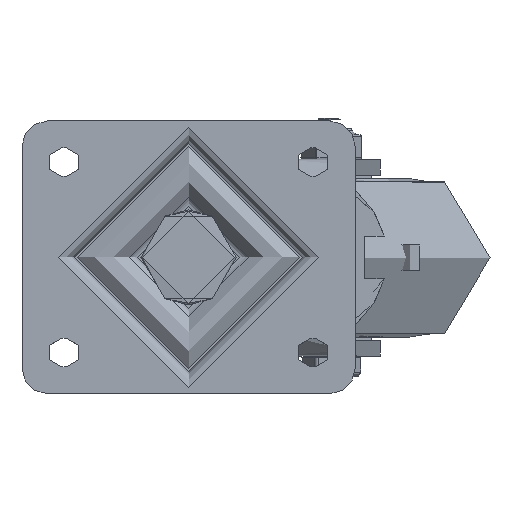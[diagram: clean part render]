
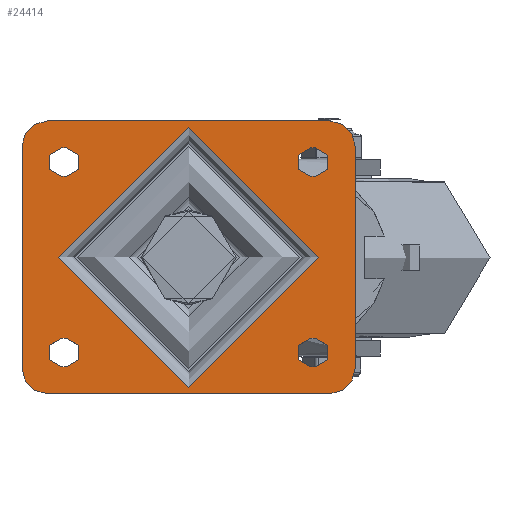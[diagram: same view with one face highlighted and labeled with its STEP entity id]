
A CAD part, top view. The second image highlights one B-rep face of the part: STEP entity #24414.
In plain terms, the highlighted planar face has unit normal (0, 0, 1).
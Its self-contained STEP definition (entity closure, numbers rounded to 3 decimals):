
#2553=FACE_BOUND('',#9135,.T.);
#2554=FACE_BOUND('',#9136,.T.);
#2555=FACE_BOUND('',#9137,.T.);
#2556=FACE_BOUND('',#9138,.T.);
#2557=FACE_BOUND('',#9139,.T.);
#2939=PLANE('',#26320);
#4361=LINE('',#45173,#6047);
#4362=LINE('',#45177,#6048);
#4363=LINE('',#45181,#6049);
#4364=LINE('',#45184,#6050);
#4365=LINE('',#45185,#6051);
#4366=LINE('',#45186,#6052);
#4367=LINE('',#45187,#6053);
#4368=LINE('',#45188,#6054);
#4369=LINE('',#45189,#6055);
#4370=LINE('',#45190,#6056);
#4371=LINE('',#45191,#6057);
#4372=LINE('',#45192,#6058);
#6047=VECTOR('',#30521,1000.);
#6048=VECTOR('',#30524,1000.);
#6049=VECTOR('',#30527,1000.);
#6050=VECTOR('',#30530,1000.);
#6051=VECTOR('',#30531,1000.);
#6052=VECTOR('',#30532,1000.);
#6053=VECTOR('',#30533,1000.);
#6054=VECTOR('',#30534,1000.);
#6055=VECTOR('',#30535,1000.);
#6056=VECTOR('',#30536,1000.);
#6057=VECTOR('',#30537,1000.);
#6058=VECTOR('',#30538,1000.);
#7522=FACE_OUTER_BOUND('',#9134,.T.);
#9134=EDGE_LOOP('',(#21221,#21222,#21223,#21224,#21225,#21226,#21227,#21228));
#9135=EDGE_LOOP('',(#21229,#21230,#21231,#21232));
#9136=EDGE_LOOP('',(#21233,#21234,#21235,#21236));
#9137=EDGE_LOOP('',(#21237,#21238,#21239,#21240));
#9138=EDGE_LOOP('',(#21241,#21242,#21243,#21244));
#9139=EDGE_LOOP('',(#21245));
#10112=CIRCLE('',#26181,4.5);
#10113=CIRCLE('',#26183,4.5);
#10116=CIRCLE('',#26187,4.5);
#10117=CIRCLE('',#26189,4.5);
#10120=CIRCLE('',#26193,4.5);
#10121=CIRCLE('',#26195,4.5);
#10124=CIRCLE('',#26199,4.5);
#10125=CIRCLE('',#26201,4.5);
#10137=CIRCLE('',#26217,40.975);
#10209=CIRCLE('',#26321,8.);
#10210=CIRCLE('',#26322,8.);
#10211=CIRCLE('',#26323,8.);
#10212=CIRCLE('',#26324,8.);
#12114=VERTEX_POINT('',#44852);
#12115=VERTEX_POINT('',#44854);
#12116=VERTEX_POINT('',#44858);
#12117=VERTEX_POINT('',#44859);
#12122=VERTEX_POINT('',#44870);
#12123=VERTEX_POINT('',#44872);
#12124=VERTEX_POINT('',#44876);
#12125=VERTEX_POINT('',#44877);
#12130=VERTEX_POINT('',#44888);
#12131=VERTEX_POINT('',#44890);
#12132=VERTEX_POINT('',#44894);
#12133=VERTEX_POINT('',#44895);
#12138=VERTEX_POINT('',#44906);
#12139=VERTEX_POINT('',#44908);
#12140=VERTEX_POINT('',#44912);
#12141=VERTEX_POINT('',#44913);
#12151=VERTEX_POINT('',#44941);
#12234=VERTEX_POINT('',#45169);
#12235=VERTEX_POINT('',#45170);
#12236=VERTEX_POINT('',#45172);
#12237=VERTEX_POINT('',#45174);
#12238=VERTEX_POINT('',#45176);
#12239=VERTEX_POINT('',#45178);
#12240=VERTEX_POINT('',#45180);
#12241=VERTEX_POINT('',#45182);
#15197=EDGE_CURVE('',#12115,#12114,#10112,.T.);
#15199=EDGE_CURVE('',#12116,#12117,#10113,.T.);
#15205=EDGE_CURVE('',#12123,#12122,#10116,.T.);
#15207=EDGE_CURVE('',#12124,#12125,#10117,.T.);
#15213=EDGE_CURVE('',#12131,#12130,#10120,.T.);
#15215=EDGE_CURVE('',#12132,#12133,#10121,.T.);
#15221=EDGE_CURVE('',#12139,#12138,#10124,.T.);
#15223=EDGE_CURVE('',#12140,#12141,#10125,.T.);
#15238=EDGE_CURVE('',#12151,#12151,#10137,.T.);
#15350=EDGE_CURVE('',#12234,#12235,#10209,.T.);
#15351=EDGE_CURVE('',#12236,#12234,#4361,.T.);
#15352=EDGE_CURVE('',#12237,#12236,#10210,.T.);
#15353=EDGE_CURVE('',#12238,#12237,#4362,.T.);
#15354=EDGE_CURVE('',#12239,#12238,#10211,.T.);
#15355=EDGE_CURVE('',#12240,#12239,#4363,.T.);
#15356=EDGE_CURVE('',#12240,#12241,#10212,.T.);
#15357=EDGE_CURVE('',#12235,#12241,#4364,.T.);
#15358=EDGE_CURVE('',#12138,#12140,#4365,.T.);
#15359=EDGE_CURVE('',#12141,#12139,#4366,.T.);
#15360=EDGE_CURVE('',#12130,#12132,#4367,.T.);
#15361=EDGE_CURVE('',#12133,#12131,#4368,.T.);
#15362=EDGE_CURVE('',#12122,#12124,#4369,.T.);
#15363=EDGE_CURVE('',#12125,#12123,#4370,.T.);
#15364=EDGE_CURVE('',#12114,#12116,#4371,.T.);
#15365=EDGE_CURVE('',#12117,#12115,#4372,.T.);
#21221=ORIENTED_EDGE('',*,*,#15350,.F.);
#21222=ORIENTED_EDGE('',*,*,#15351,.F.);
#21223=ORIENTED_EDGE('',*,*,#15352,.F.);
#21224=ORIENTED_EDGE('',*,*,#15353,.F.);
#21225=ORIENTED_EDGE('',*,*,#15354,.F.);
#21226=ORIENTED_EDGE('',*,*,#15355,.F.);
#21227=ORIENTED_EDGE('',*,*,#15356,.T.);
#21228=ORIENTED_EDGE('',*,*,#15357,.F.);
#21229=ORIENTED_EDGE('',*,*,#15358,.T.);
#21230=ORIENTED_EDGE('',*,*,#15223,.T.);
#21231=ORIENTED_EDGE('',*,*,#15359,.T.);
#21232=ORIENTED_EDGE('',*,*,#15221,.T.);
#21233=ORIENTED_EDGE('',*,*,#15360,.T.);
#21234=ORIENTED_EDGE('',*,*,#15215,.T.);
#21235=ORIENTED_EDGE('',*,*,#15361,.T.);
#21236=ORIENTED_EDGE('',*,*,#15213,.T.);
#21237=ORIENTED_EDGE('',*,*,#15362,.T.);
#21238=ORIENTED_EDGE('',*,*,#15207,.T.);
#21239=ORIENTED_EDGE('',*,*,#15363,.T.);
#21240=ORIENTED_EDGE('',*,*,#15205,.T.);
#21241=ORIENTED_EDGE('',*,*,#15364,.T.);
#21242=ORIENTED_EDGE('',*,*,#15199,.T.);
#21243=ORIENTED_EDGE('',*,*,#15365,.T.);
#21244=ORIENTED_EDGE('',*,*,#15197,.T.);
#21245=ORIENTED_EDGE('',*,*,#15238,.F.);
#24414=ADVANCED_FACE('',(#7522,#2553,#2554,#2555,#2556,#2557),#2939,.T.);
#26181=AXIS2_PLACEMENT_3D('',#44855,#30183,#30184);
#26183=AXIS2_PLACEMENT_3D('',#44860,#30188,#30189);
#26187=AXIS2_PLACEMENT_3D('',#44873,#30199,#30200);
#26189=AXIS2_PLACEMENT_3D('',#44878,#30204,#30205);
#26193=AXIS2_PLACEMENT_3D('',#44891,#30215,#30216);
#26195=AXIS2_PLACEMENT_3D('',#44896,#30220,#30221);
#26199=AXIS2_PLACEMENT_3D('',#44909,#30231,#30232);
#26201=AXIS2_PLACEMENT_3D('',#44914,#30236,#30237);
#26217=AXIS2_PLACEMENT_3D('',#44943,#30271,#30272);
#26320=AXIS2_PLACEMENT_3D('',#45168,#30517,#30518);
#26321=AXIS2_PLACEMENT_3D('',#45171,#30519,#30520);
#26322=AXIS2_PLACEMENT_3D('',#45175,#30522,#30523);
#26323=AXIS2_PLACEMENT_3D('',#45179,#30525,#30526);
#26324=AXIS2_PLACEMENT_3D('',#45183,#30528,#30529);
#30183=DIRECTION('center_axis',(0.,0.,-1.));
#30184=DIRECTION('ref_axis',(-1.,0.,0.));
#30188=DIRECTION('center_axis',(0.,0.,-1.));
#30189=DIRECTION('ref_axis',(-1.,0.,0.));
#30199=DIRECTION('center_axis',(0.,0.,-1.));
#30200=DIRECTION('ref_axis',(-1.,0.,0.));
#30204=DIRECTION('center_axis',(0.,0.,-1.));
#30205=DIRECTION('ref_axis',(-1.,0.,0.));
#30215=DIRECTION('center_axis',(0.,0.,-1.));
#30216=DIRECTION('ref_axis',(1.,0.,0.));
#30220=DIRECTION('center_axis',(0.,0.,-1.));
#30221=DIRECTION('ref_axis',(1.,0.,0.));
#30231=DIRECTION('center_axis',(0.,0.,-1.));
#30232=DIRECTION('ref_axis',(1.,0.,0.));
#30236=DIRECTION('center_axis',(0.,0.,-1.));
#30237=DIRECTION('ref_axis',(1.,0.,0.));
#30271=DIRECTION('center_axis',(0.,0.,1.));
#30272=DIRECTION('ref_axis',(1.,0.,0.));
#30517=DIRECTION('center_axis',(0.,0.,1.));
#30518=DIRECTION('ref_axis',(1.,0.,0.));
#30519=DIRECTION('center_axis',(0.,0.,-1.));
#30520=DIRECTION('ref_axis',(0.,-1.,0.));
#30521=DIRECTION('',(-1.,0.,0.));
#30522=DIRECTION('center_axis',(0.,0.,-1.));
#30523=DIRECTION('ref_axis',(1.,0.,0.));
#30524=DIRECTION('',(0.,-1.,0.));
#30525=DIRECTION('center_axis',(0.,0.,-1.));
#30526=DIRECTION('ref_axis',(0.,1.,0.));
#30527=DIRECTION('',(1.,0.,0.));
#30528=DIRECTION('center_axis',(0.,0.,1.));
#30529=DIRECTION('ref_axis',(0.,1.,0.));
#30530=DIRECTION('',(0.,1.,0.));
#30531=DIRECTION('',(1.,0.,0.));
#30532=DIRECTION('',(-1.,0.,0.));
#30533=DIRECTION('',(1.,0.,0.));
#30534=DIRECTION('',(-1.,0.,0.));
#30535=DIRECTION('',(-1.,0.,0.));
#30536=DIRECTION('',(1.,0.,0.));
#30537=DIRECTION('',(-1.,0.,0.));
#30538=DIRECTION('',(1.,0.,0.));
#44852=CARTESIAN_POINT('',(40.,25.5,0.));
#44854=CARTESIAN_POINT('',(40.,34.5,0.));
#44855=CARTESIAN_POINT('Origin',(40.,30.,0.));
#44858=CARTESIAN_POINT('',(38.5,25.5,0.));
#44859=CARTESIAN_POINT('',(38.5,34.5,0.));
#44860=CARTESIAN_POINT('Origin',(38.5,30.,0.));
#44870=CARTESIAN_POINT('',(40.,-34.5,0.));
#44872=CARTESIAN_POINT('',(40.,-25.5,0.));
#44873=CARTESIAN_POINT('Origin',(40.,-30.,0.));
#44876=CARTESIAN_POINT('',(38.5,-34.5,0.));
#44877=CARTESIAN_POINT('',(38.5,-25.5,0.));
#44878=CARTESIAN_POINT('Origin',(38.5,-30.,0.));
#44888=CARTESIAN_POINT('',(-40.,34.5,0.));
#44890=CARTESIAN_POINT('',(-40.,25.5,0.));
#44891=CARTESIAN_POINT('Origin',(-40.,30.,0.));
#44894=CARTESIAN_POINT('',(-38.5,34.5,0.));
#44895=CARTESIAN_POINT('',(-38.5,25.5,0.));
#44896=CARTESIAN_POINT('Origin',(-38.5,30.,0.));
#44906=CARTESIAN_POINT('',(-40.,-25.5,0.));
#44908=CARTESIAN_POINT('',(-40.,-34.5,0.));
#44909=CARTESIAN_POINT('Origin',(-40.,-30.,0.));
#44912=CARTESIAN_POINT('',(-38.5,-25.5,0.));
#44913=CARTESIAN_POINT('',(-38.5,-34.5,0.));
#44914=CARTESIAN_POINT('Origin',(-38.5,-30.,0.));
#44941=CARTESIAN_POINT('',(-40.975,0.,0.));
#44943=CARTESIAN_POINT('Origin',(0.,0.,0.));
#45168=CARTESIAN_POINT('Origin',(0.,0.,0.));
#45169=CARTESIAN_POINT('',(-44.5,-43.,0.));
#45170=CARTESIAN_POINT('',(-52.5,-35.,0.));
#45171=CARTESIAN_POINT('Origin',(-44.5,-35.,0.));
#45172=CARTESIAN_POINT('',(44.5,-43.,0.));
#45173=CARTESIAN_POINT('',(44.5,-43.,0.));
#45174=CARTESIAN_POINT('',(52.5,-35.,0.));
#45175=CARTESIAN_POINT('Origin',(44.5,-35.,0.));
#45176=CARTESIAN_POINT('',(52.5,35.,0.));
#45177=CARTESIAN_POINT('',(52.5,35.,0.));
#45178=CARTESIAN_POINT('',(44.5,43.,0.));
#45179=CARTESIAN_POINT('Origin',(44.5,35.,0.));
#45180=CARTESIAN_POINT('',(-44.5,43.,0.));
#45181=CARTESIAN_POINT('',(-44.5,43.,0.));
#45182=CARTESIAN_POINT('',(-52.5,35.,0.));
#45183=CARTESIAN_POINT('Origin',(-44.5,35.,0.));
#45184=CARTESIAN_POINT('',(-52.5,-35.,0.));
#45185=CARTESIAN_POINT('',(-40.,-25.5,0.));
#45186=CARTESIAN_POINT('',(-40.,-34.5,0.));
#45187=CARTESIAN_POINT('',(-40.,34.5,0.));
#45188=CARTESIAN_POINT('',(-40.,25.5,0.));
#45189=CARTESIAN_POINT('',(40.,-34.5,0.));
#45190=CARTESIAN_POINT('',(40.,-25.5,0.));
#45191=CARTESIAN_POINT('',(40.,25.5,0.));
#45192=CARTESIAN_POINT('',(40.,34.5,0.));
